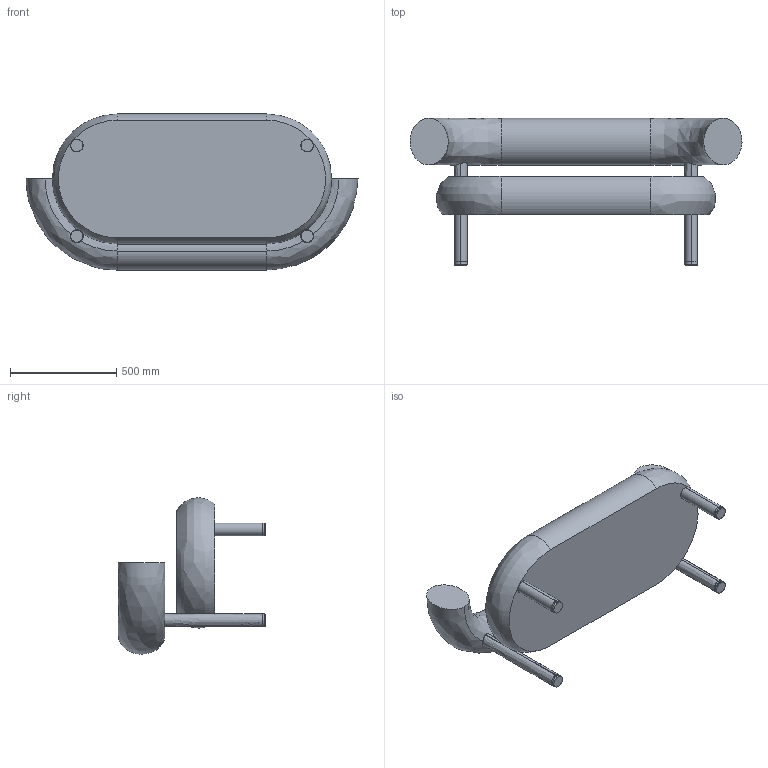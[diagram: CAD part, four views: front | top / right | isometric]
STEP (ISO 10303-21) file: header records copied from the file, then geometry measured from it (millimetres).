
FILE_DESCRIPTION(/* description */ (''),/* implementation_level */ '2;1');
FILE_NAME(/* name */ 'Fat 2 Seater Sofa',/* time_stamp */ '2022-07-14T16:07:09+01:00',/* author */ (''),/* organization */ (''),/* preprocessor_version */ 'ST-DEVELOPER v16.5',/* originating_system */ '',/* authorisation */ '');
FILE_SCHEMA (('AUTOMOTIVE_DESIGN'));
Length unit declared in the file: millimetre
Products named in the file (1): Document
Bounding box: 1565.87 x 695 x 736.87 mm (x, y, z)
Volume: 55872891.4 mm3; surface area: 3590808.1 mm2
Topology: 9 solids, 10 shells, 78 faces, 146 edges, 96 vertices
Faces by surface type: bspline 52, plane 26
Entity records: 3011 total; most frequent: CARTESIAN_POINT 1931, ORIENTED_EDGE 292, EDGE_CURVE 146, VERTEX_POINT 96, EDGE_LOOP 94, ADVANCED_FACE 78, FACE_OUTER_BOUND 78, B_SPLINE_CURVE_WITH_KNOTS 62
